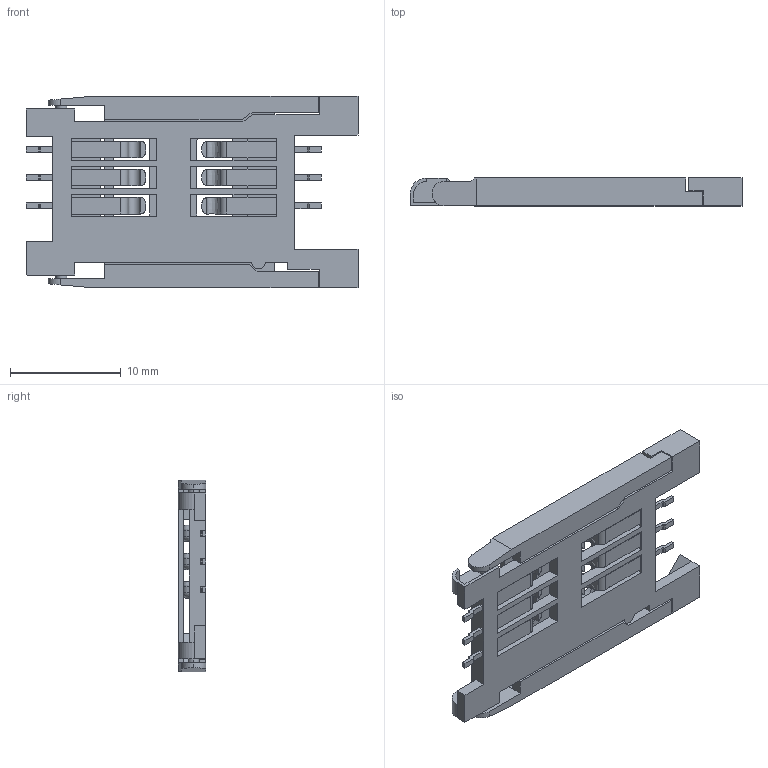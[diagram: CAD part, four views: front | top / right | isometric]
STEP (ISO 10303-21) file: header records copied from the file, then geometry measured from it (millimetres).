
FILE_DESCRIPTION (( 'STEP AP214' ), '1' );
FILE_NAME ('Simlock C70710M0060492.STEP', '2013-02-06T16:16:21', ( 'Master' ), ( '' ), 'SwSTEP 2.0', 'SolidWorks 2010', '' );
FILE_SCHEMA (( 'AUTOMOTIVE_DESIGN' ));
Length unit declared in the file: millimetre
Products named in the file (1): Simlock C70710M0060492
Bounding box: 30 x 2.5 x 17.3 mm (x, y, z)
Volume: 528.7 mm3; surface area: 1878.4 mm2
Topology: 2 solids, 2 shells, 766 faces, 2031 edges, 1313 vertices
Faces by surface type: plane 479, bspline 167, cylinder 114, torus 6
Entity records: 40702 total; most frequent: CARTESIAN_POINT 19723, ORIENTED_EDGE 4054, DIRECTION 3129, EDGE_CURVE 2027, VECTOR 1427, LINE 1427, VERTEX_POINT 1313, AXIS2_PLACEMENT_3D 851
